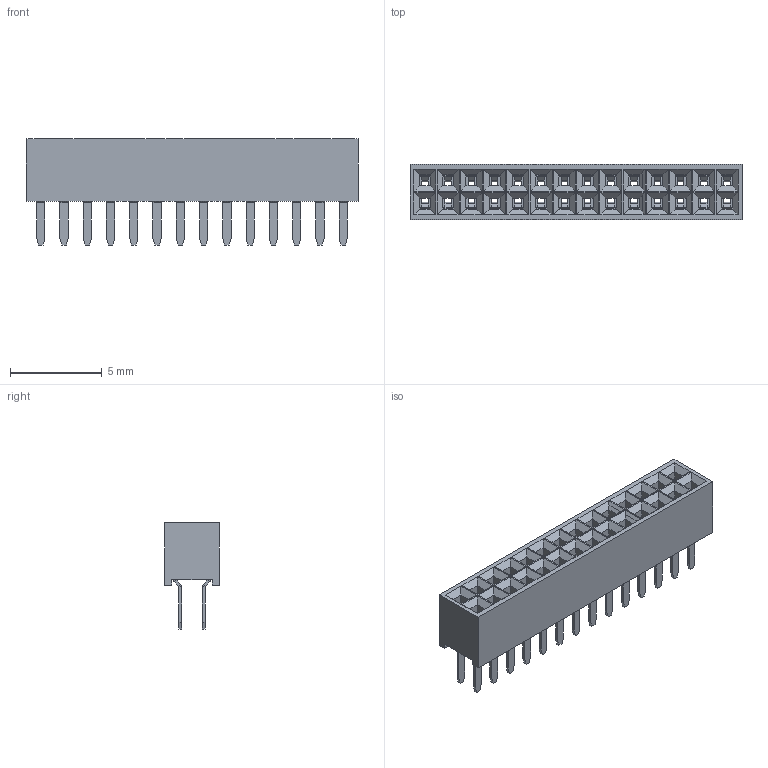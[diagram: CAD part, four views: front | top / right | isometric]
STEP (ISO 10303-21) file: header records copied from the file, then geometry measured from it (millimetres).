
FILE_DESCRIPTION (( 'STEP AP214' ), '1' );
FILE_NAME ('FFH12703-D28S1014K6K-REF.STEP', '2025-11-26T02:13:15', ( '' ), ( '' ), 'SwSTEP 2.0', 'SolidWorks 2021', '' );
FILE_SCHEMA (( 'AUTOMOTIVE_DESIGN' ));
Length unit declared in the file: millimetre
Products named in the file (1): FFH12703-D28S1014K6K-REF
Bounding box: 18.13 x 3 x 5.8 mm (x, y, z)
Volume: 129.3 mm3; surface area: 784 mm2
Topology: 1 solids, 1 shells, 2108 faces, 5178 edges, 3044 vertices
Faces by surface type: plane 1660, cylinder 448
Entity records: 60430 total; most frequent: CARTESIAN_POINT 10373, ORIENTED_EDGE 10356, DIRECTION 10278, EDGE_CURVE 5178, VECTOR 4268, LINE 4268, VERTEX_POINT 3044, AXIS2_PLACEMENT_3D 3005
